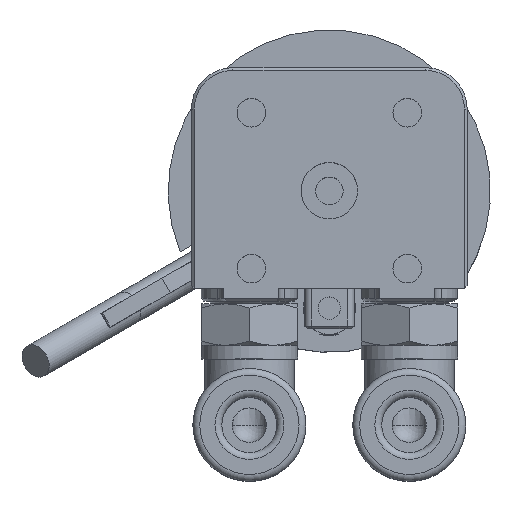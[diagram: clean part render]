
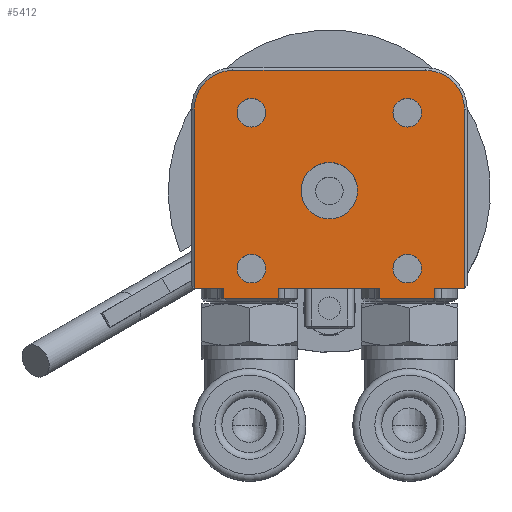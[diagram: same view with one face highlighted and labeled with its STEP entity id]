
A CAD part, top view. The second image highlights one B-rep face of the part: STEP entity #5412.
In plain terms, the highlighted planar face has unit normal (0, 0, 1).
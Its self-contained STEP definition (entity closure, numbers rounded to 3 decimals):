
#315=FACE_BOUND('',#1147,.T.);
#316=FACE_BOUND('',#1148,.T.);
#317=FACE_BOUND('',#1149,.T.);
#318=FACE_BOUND('',#1150,.T.);
#319=FACE_BOUND('',#1151,.T.);
#406=PLANE('',#6007);
#780=FACE_OUTER_BOUND('',#1146,.T.);
#1146=EDGE_LOOP('',(#4576,#4577,#4578,#4579,#4580,#4581,#4582,#4583,#4584,
#4585,#4586,#4587,#4588,#4589));
#1147=EDGE_LOOP('',(#4590));
#1148=EDGE_LOOP('',(#4591));
#1149=EDGE_LOOP('',(#4592));
#1150=EDGE_LOOP('',(#4593));
#1151=EDGE_LOOP('',(#4594));
#1468=LINE('',#10384,#1781);
#1469=LINE('',#10386,#1782);
#1470=LINE('',#10388,#1783);
#1471=LINE('',#10390,#1784);
#1472=LINE('',#10392,#1785);
#1473=LINE('',#10394,#1786);
#1474=LINE('',#10396,#1787);
#1475=LINE('',#10398,#1788);
#1476=LINE('',#10400,#1789);
#1477=LINE('',#10404,#1790);
#1478=LINE('',#10408,#1791);
#1479=LINE('',#10409,#1792);
#1781=VECTOR('',#7284,1000.);
#1782=VECTOR('',#7285,1000.);
#1783=VECTOR('',#7286,1000.);
#1784=VECTOR('',#7287,1000.);
#1785=VECTOR('',#7288,1000.);
#1786=VECTOR('',#7289,1000.);
#1787=VECTOR('',#7290,1000.);
#1788=VECTOR('',#7291,1000.);
#1789=VECTOR('',#7292,1000.);
#1790=VECTOR('',#7295,1000.);
#1791=VECTOR('',#7298,1000.);
#1792=VECTOR('',#7299,1000.);
#2137=CIRCLE('',#6008,2.8);
#2138=CIRCLE('',#6009,2.8);
#2139=CIRCLE('',#6010,1.038);
#2140=CIRCLE('',#6011,1.038);
#2141=CIRCLE('',#6012,1.038);
#2142=CIRCLE('',#6013,1.038);
#2143=CIRCLE('',#6014,2.05);
#2560=VERTEX_POINT('',#10382);
#2561=VERTEX_POINT('',#10383);
#2562=VERTEX_POINT('',#10385);
#2563=VERTEX_POINT('',#10387);
#2564=VERTEX_POINT('',#10389);
#2565=VERTEX_POINT('',#10391);
#2566=VERTEX_POINT('',#10393);
#2567=VERTEX_POINT('',#10395);
#2568=VERTEX_POINT('',#10397);
#2569=VERTEX_POINT('',#10399);
#2570=VERTEX_POINT('',#10401);
#2571=VERTEX_POINT('',#10403);
#2572=VERTEX_POINT('',#10405);
#2573=VERTEX_POINT('',#10407);
#2574=VERTEX_POINT('',#10410);
#2575=VERTEX_POINT('',#10412);
#2576=VERTEX_POINT('',#10414);
#2577=VERTEX_POINT('',#10416);
#2578=VERTEX_POINT('',#10418);
#3255=EDGE_CURVE('',#2560,#2561,#1468,.T.);
#3256=EDGE_CURVE('',#2560,#2562,#1469,.T.);
#3257=EDGE_CURVE('',#2562,#2563,#1470,.T.);
#3258=EDGE_CURVE('',#2564,#2563,#1471,.T.);
#3259=EDGE_CURVE('',#2565,#2564,#1472,.T.);
#3260=EDGE_CURVE('',#2565,#2566,#1473,.T.);
#3261=EDGE_CURVE('',#2566,#2567,#1474,.T.);
#3262=EDGE_CURVE('',#2568,#2567,#1475,.T.);
#3263=EDGE_CURVE('',#2569,#2568,#1476,.T.);
#3264=EDGE_CURVE('',#2570,#2569,#2137,.T.);
#3265=EDGE_CURVE('',#2571,#2570,#1477,.T.);
#3266=EDGE_CURVE('',#2572,#2571,#2138,.T.);
#3267=EDGE_CURVE('',#2573,#2572,#1478,.T.);
#3268=EDGE_CURVE('',#2561,#2573,#1479,.T.);
#3269=EDGE_CURVE('',#2574,#2574,#2139,.F.);
#3270=EDGE_CURVE('',#2575,#2575,#2140,.F.);
#3271=EDGE_CURVE('',#2576,#2576,#2141,.F.);
#3272=EDGE_CURVE('',#2577,#2577,#2142,.F.);
#3273=EDGE_CURVE('',#2578,#2578,#2143,.T.);
#4576=ORIENTED_EDGE('',*,*,#3255,.F.);
#4577=ORIENTED_EDGE('',*,*,#3256,.T.);
#4578=ORIENTED_EDGE('',*,*,#3257,.T.);
#4579=ORIENTED_EDGE('',*,*,#3258,.F.);
#4580=ORIENTED_EDGE('',*,*,#3259,.F.);
#4581=ORIENTED_EDGE('',*,*,#3260,.T.);
#4582=ORIENTED_EDGE('',*,*,#3261,.T.);
#4583=ORIENTED_EDGE('',*,*,#3262,.F.);
#4584=ORIENTED_EDGE('',*,*,#3263,.F.);
#4585=ORIENTED_EDGE('',*,*,#3264,.F.);
#4586=ORIENTED_EDGE('',*,*,#3265,.F.);
#4587=ORIENTED_EDGE('',*,*,#3266,.F.);
#4588=ORIENTED_EDGE('',*,*,#3267,.F.);
#4589=ORIENTED_EDGE('',*,*,#3268,.F.);
#4590=ORIENTED_EDGE('',*,*,#3269,.F.);
#4591=ORIENTED_EDGE('',*,*,#3270,.F.);
#4592=ORIENTED_EDGE('',*,*,#3271,.F.);
#4593=ORIENTED_EDGE('',*,*,#3272,.F.);
#4594=ORIENTED_EDGE('',*,*,#3273,.F.);
#5412=ADVANCED_FACE('',(#780,#315,#316,#317,#318,#319),#406,.T.);
#6007=AXIS2_PLACEMENT_3D('',#10381,#7282,#7283);
#6008=AXIS2_PLACEMENT_3D('',#10402,#7293,#7294);
#6009=AXIS2_PLACEMENT_3D('',#10406,#7296,#7297);
#6010=AXIS2_PLACEMENT_3D('',#10411,#7300,#7301);
#6011=AXIS2_PLACEMENT_3D('',#10413,#7302,#7303);
#6012=AXIS2_PLACEMENT_3D('',#10415,#7304,#7305);
#6013=AXIS2_PLACEMENT_3D('',#10417,#7306,#7307);
#6014=AXIS2_PLACEMENT_3D('',#10419,#7308,#7309);
#7282=DIRECTION('center_axis',(0.,0.,1.));
#7283=DIRECTION('ref_axis',(-1.,0.,0.));
#7284=DIRECTION('',(0.,1.,0.));
#7285=DIRECTION('',(1.,0.,0.));
#7286=DIRECTION('',(0.,1.,0.));
#7287=DIRECTION('',(-1.,0.,0.));
#7288=DIRECTION('',(0.,1.,0.));
#7289=DIRECTION('',(1.,0.,0.));
#7290=DIRECTION('',(0.,1.,0.));
#7291=DIRECTION('',(-1.,0.,0.));
#7292=DIRECTION('',(0.,-1.,0.));
#7293=DIRECTION('center_axis',(0.,0.,-1.));
#7294=DIRECTION('ref_axis',(1.,0.,0.));
#7295=DIRECTION('',(1.,0.,0.));
#7296=DIRECTION('center_axis',(0.,0.,-1.));
#7297=DIRECTION('ref_axis',(0.,1.,0.));
#7298=DIRECTION('',(0.,1.,0.));
#7299=DIRECTION('',(-1.,0.,0.));
#7300=DIRECTION('center_axis',(0.,0.,-1.));
#7301=DIRECTION('ref_axis',(-1.,0.,0.));
#7302=DIRECTION('center_axis',(0.,0.,-1.));
#7303=DIRECTION('ref_axis',(-1.,0.,0.));
#7304=DIRECTION('center_axis',(0.,0.,-1.));
#7305=DIRECTION('ref_axis',(-1.,0.,0.));
#7306=DIRECTION('center_axis',(0.,0.,-1.));
#7307=DIRECTION('ref_axis',(-1.,0.,0.));
#7308=DIRECTION('center_axis',(0.,0.,1.));
#7309=DIRECTION('ref_axis',(-1.,0.,0.));
#10381=CARTESIAN_POINT('Origin',(0.,-1.075,57.));
#10382=CARTESIAN_POINT('',(-7.655,-7.805,57.));
#10383=CARTESIAN_POINT('',(-7.655,-7.075,57.));
#10384=CARTESIAN_POINT('',(-7.655,-8.005,57.));
#10385=CARTESIAN_POINT('',(-3.655,-7.805,57.));
#10386=CARTESIAN_POINT('',(-3.655,-7.805,57.));
#10387=CARTESIAN_POINT('',(-3.655,-7.075,57.));
#10388=CARTESIAN_POINT('',(-3.655,-8.005,57.));
#10389=CARTESIAN_POINT('',(3.655,-7.075,57.));
#10390=CARTESIAN_POINT('',(0.,-7.075,57.));
#10391=CARTESIAN_POINT('',(3.655,-7.805,57.));
#10392=CARTESIAN_POINT('',(3.655,-8.005,57.));
#10393=CARTESIAN_POINT('',(7.655,-7.805,57.));
#10394=CARTESIAN_POINT('',(7.655,-7.805,57.));
#10395=CARTESIAN_POINT('',(7.655,-7.075,57.));
#10396=CARTESIAN_POINT('',(7.655,-8.005,57.));
#10397=CARTESIAN_POINT('',(9.8,-7.075,57.));
#10398=CARTESIAN_POINT('',(0.,-7.075,57.));
#10399=CARTESIAN_POINT('',(9.8,5.925,57.));
#10400=CARTESIAN_POINT('',(9.8,2.425,57.));
#10401=CARTESIAN_POINT('',(7.,8.725,57.));
#10402=CARTESIAN_POINT('Origin',(7.,5.925,57.));
#10403=CARTESIAN_POINT('',(-7.,8.725,57.));
#10404=CARTESIAN_POINT('',(-3.5,8.725,57.));
#10405=CARTESIAN_POINT('',(-9.8,5.925,57.));
#10406=CARTESIAN_POINT('Origin',(-7.,5.925,57.));
#10407=CARTESIAN_POINT('',(-9.8,-7.075,57.));
#10408=CARTESIAN_POINT('',(-9.8,-2.954,57.));
#10409=CARTESIAN_POINT('',(0.,-7.075,57.));
#10410=CARTESIAN_POINT('',(-4.619,-5.657,57.));
#10411=CARTESIAN_POINT('Origin',(-5.657,-5.657,57.));
#10412=CARTESIAN_POINT('',(-4.619,5.657,57.));
#10413=CARTESIAN_POINT('Origin',(-5.657,5.657,57.));
#10414=CARTESIAN_POINT('',(6.695,5.657,57.));
#10415=CARTESIAN_POINT('Origin',(5.657,5.657,57.));
#10416=CARTESIAN_POINT('',(6.695,-5.657,57.));
#10417=CARTESIAN_POINT('Origin',(5.657,-5.657,57.));
#10418=CARTESIAN_POINT('',(2.05,0.,57.));
#10419=CARTESIAN_POINT('Origin',(0.,0.,57.));
